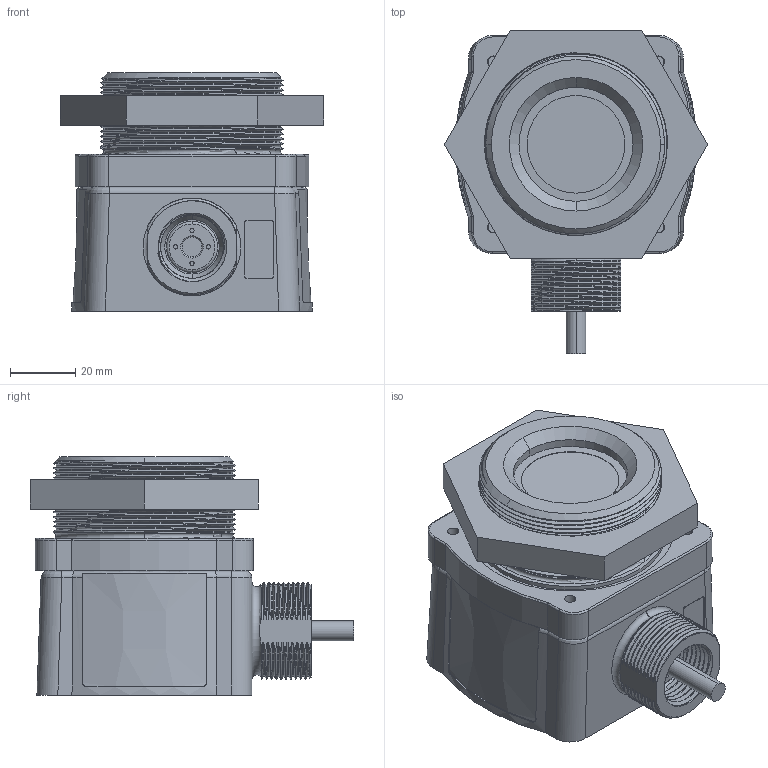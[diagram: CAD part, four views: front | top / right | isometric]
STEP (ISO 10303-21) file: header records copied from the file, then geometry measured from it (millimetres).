
FILE_DESCRIPTION((''),'2;1');
FILE_NAME('159646_SM01_ASM','2023-07-05T08:42:05',('banengservice'),('BANNER ENGINEERING'),'CREO PARAMETRIC BY PTC INC, 2022414','CREO PARAMETRIC BY PTC INC, 2022414','');
FILE_SCHEMA(('CONFIG_CONTROL_DESIGN'));
Products named in the file (4): 159646_EP01; 119873; CABLE_240; 159646_SM01_ASM
Assembly tree (3 placements, depth 2):
  159646_SM01_ASM
    159646_EP01
    119873
    CABLE_240
Bounding box: 80.83 x 99.19 x 73.1 mm (x, y, z)
Volume: 286481.9 mm3; surface area: 46042 mm2
Topology: 3 solids, 3 shells, 544 faces, 1390 edges, 900 vertices
Faces by surface type: cylinder 214, plane 146, bspline 109, cone 32, torus 22, extrusion 21
Entity records: 42630 total; most frequent: CARTESIAN_POINT 30225, ORIENTED_EDGE 2780, DIRECTION 2167, EDGE_CURVE 1390, VERTEX_POINT 900, AXIS2_PLACEMENT_3D 780, VECTOR 607, EDGE_LOOP 594
